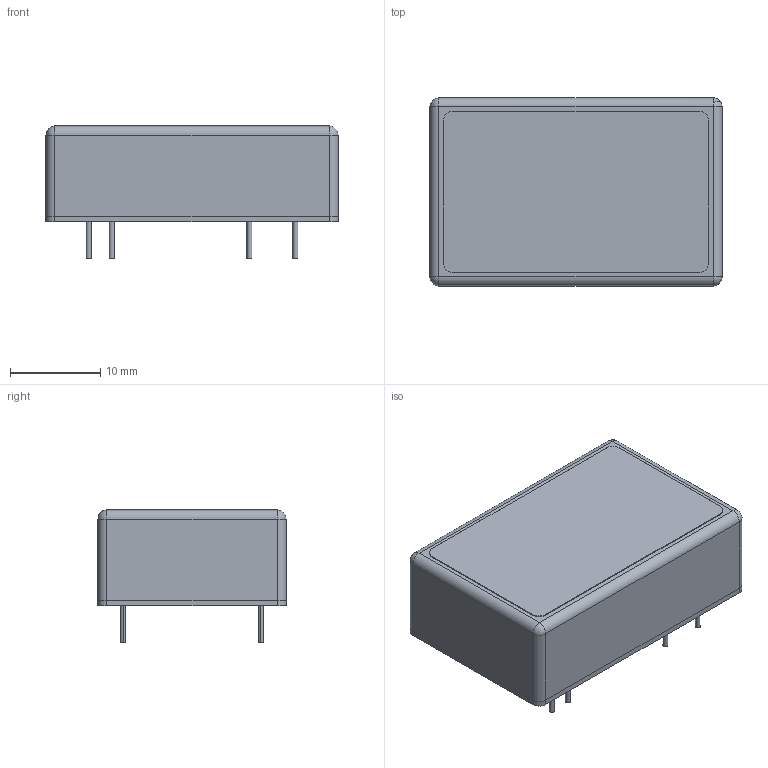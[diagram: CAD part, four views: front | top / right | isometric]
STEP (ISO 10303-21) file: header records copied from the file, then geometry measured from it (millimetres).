
FILE_DESCRIPTION((''),'2;1');
FILE_NAME('DCDC_TRACO_THD10.stp','2014-02-27T18:22:38',(''),(''),'Mechanical Desktop 2011','Mechanical Desktop 2011',', , ');
FILE_SCHEMA(('AUTOMOTIVE_DESIGN { 1 2 10303 214 1 1 1 1 }'));
Length unit declared in the file: millimetre
Products named in the file (1): Product
Bounding box: 32.3 x 20.8 x 14.8 mm (x, y, z)
Volume: 7150.1 mm3; surface area: 4857.2 mm2
Topology: 11 solids, 11 shells, 71 faces, 138 edges, 87 vertices
Faces by surface type: plane 34, cylinder 32, sphere 5
Entity records: 1859 total; most frequent: DIRECTION 348, CARTESIAN_POINT 295, ORIENTED_EDGE 272, AXIS2_PLACEMENT_3D 140, EDGE_CURVE 136, VERTEX_POINT 87, EDGE_LOOP 71, FACE_OUTER_BOUND 71
